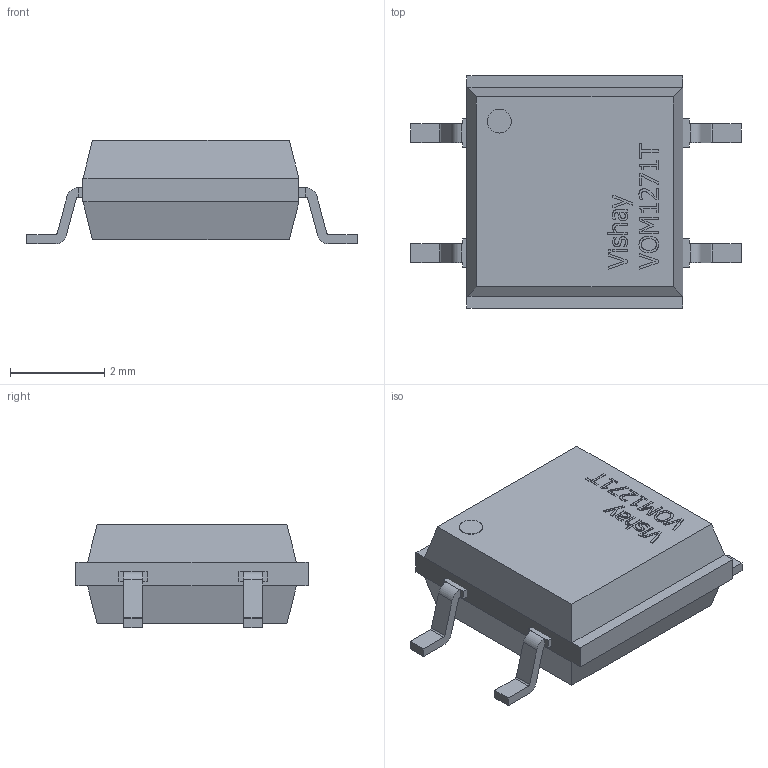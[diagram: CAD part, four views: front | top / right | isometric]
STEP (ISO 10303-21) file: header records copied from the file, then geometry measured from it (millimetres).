
FILE_DESCRIPTION( ( '' ), ' ' );
FILE_NAME( '5b965a74945f41107cd5076e.step', '2018-09-10T11:50:12', ( '' ), ( '' ), ' ', ' ', ' ' );
FILE_SCHEMA( ( 'AUTOMOTIVE_DESIGN { 1 0 10303 214 1 1 1 1 }' ) );
Length unit declared in the file: metre
Products named in the file (18): Open CASCADE STEP translator 6.8 3; Open CASCADE STEP translator 6.8 2; Open CASCADE STEP translator 6.8 1
Bounding box: 7 x 4.92 x 2.2 mm (x, y, z)
Volume: 43.9 mm3; surface area: 115.1 mm2
Topology: 18 solids, 18 shells, 281 faces, 733 edges, 486 vertices
Faces by surface type: plane 201, extrusion 43, cylinder 23, sphere 7, bspline 7
Full cylindrical faces by diameter (mm): 0.505 x1
Entity records: 14987 total; most frequent: CARTESIAN_POINT 2251, ORIENTED_EDGE 1452, DIRECTION 1205, STYLED_ITEM 1007, PRESENTATION_STYLE_ASSIGNMENT 1007, COLOUR_RGB 1007, EDGE_CURVE 726, CURVE_STYLE 726
